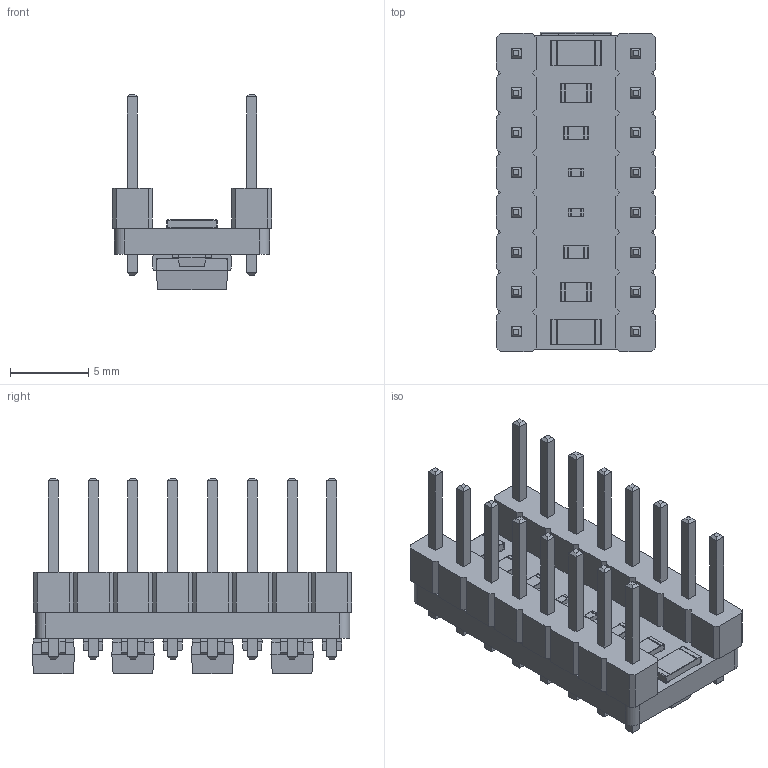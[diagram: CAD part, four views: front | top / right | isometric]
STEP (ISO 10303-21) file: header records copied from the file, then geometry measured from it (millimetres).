
FILE_DESCRIPTION(('KiCad electronic assembly'),'2;1');
FILE_NAME('Passives-1206-0805-0603.step','2019-01-03T02:00:05',( 'An Author'),('A Company'),'Open CASCADE STEP processor 6.9', 'KiCad to STEP converter','Unknown');
FILE_SCHEMA(('AUTOMOTIVE_DESIGN { 1 0 10303 214 1 1 1 1 }'));
Length unit declared in the file: millimetre
Products named in the file (16): Open CASCADE STEP translator 6.9 1; ON_Semi_1SMA5918BT3G_SMA_DO-214AC; SOLID; PinHeader_1x08_P2.54mm_Vertical_Top; ON_Semi_1N4148WS_SOD-323F-2; R_0402_1005Metric; R_0603_1608Metric; R_0805_2012Metric; R_1206_3216Metric; COMPOUND
Assembly tree (29 placements, depth 3):
  Open CASCADE STEP translator 6.9 1
    ON_Semi_1SMA5918BT3G_SMA_DO-214AC  x4
      SOLID
    PinHeader_1x08_P2.54mm_Vertical_Top  x2
      SOLID
    ON_Semi_1N4148WS_SOD-323F-2  x4
      SOLID
    R_0402_1005Metric  x3
      SOLID
    R_0603_1608Metric  x3
      SOLID
    R_0805_2012Metric  x3
      SOLID
    R_1206_3216Metric  x2
      SOLID
    COMPOUND
Bounding box: 10.16 x 20.4 x 12.46 mm (x, y, z)
Volume: 733.7 mm3; surface area: 1712 mm2
Topology: 22 solids, 22 shells, 976 faces, 2424 edges, 1532 vertices
Faces by surface type: plane 772, cylinder 124, bspline 80
Full cylindrical faces by diameter (mm): 1 x16
Entity records: 27398 total; most frequent: CARTESIAN_POINT 4508, DIRECTION 3732, LINE 2624, VECTOR 2624, ORIENTED_EDGE 1960, PCURVE 1960, DEFINITIONAL_REPRESENTATION 1960, EDGE_CURVE 980
